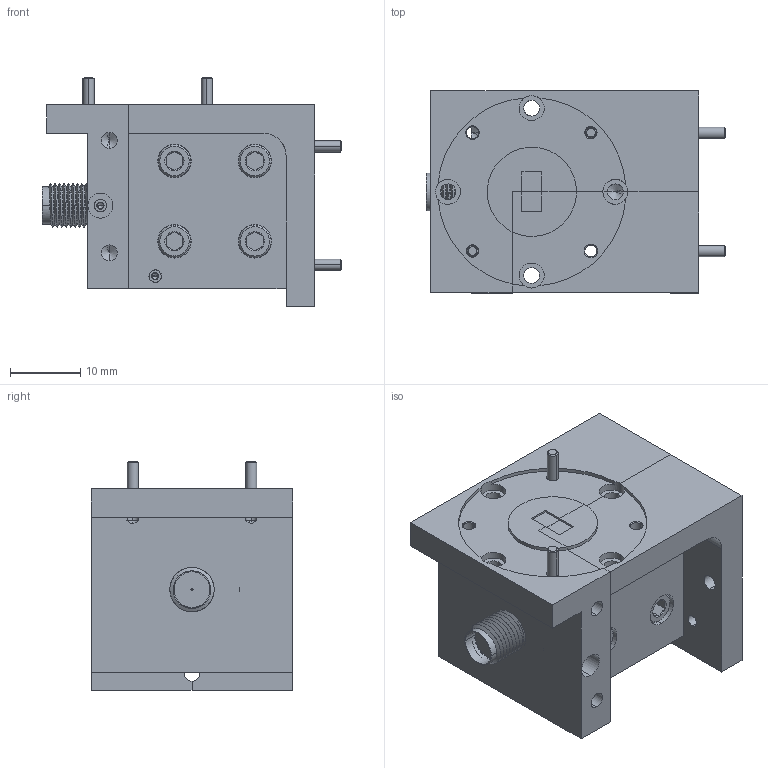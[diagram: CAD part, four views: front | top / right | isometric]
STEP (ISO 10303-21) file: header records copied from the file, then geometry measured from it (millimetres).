
FILE_DESCRIPTION (( 'STEP AP214' ), '1' );
FILE_NAME ('FB-NQ-A.STEP', '2023-01-06T20:59:24', ( '' ), ( '' ), 'SwSTEP 2.0', 'SolidWorks 2021', '' );
FILE_SCHEMA (( 'AUTOMOTIVE_DESIGN' ));
Length unit declared in the file: inch
Products named in the file (1): FB-NQ-A
Bounding box: 42.64 x 28.7 x 32.58 mm (x, y, z)
Volume: 17445.1 mm3; surface area: 10096.5 mm2
Topology: 14 solids, 14 shells, 551 faces, 1322 edges, 792 vertices
Faces by surface type: cylinder 208, cone 179, plane 157, bspline 7
Entity records: 25826 total; most frequent: CARTESIAN_POINT 6100, ORIENTED_EDGE 2596, DIRECTION 2583, EDGE_CURVE 1298, AXIS2_PLACEMENT_3D 983, VERTEX_POINT 792, LINE 617, VECTOR 617
